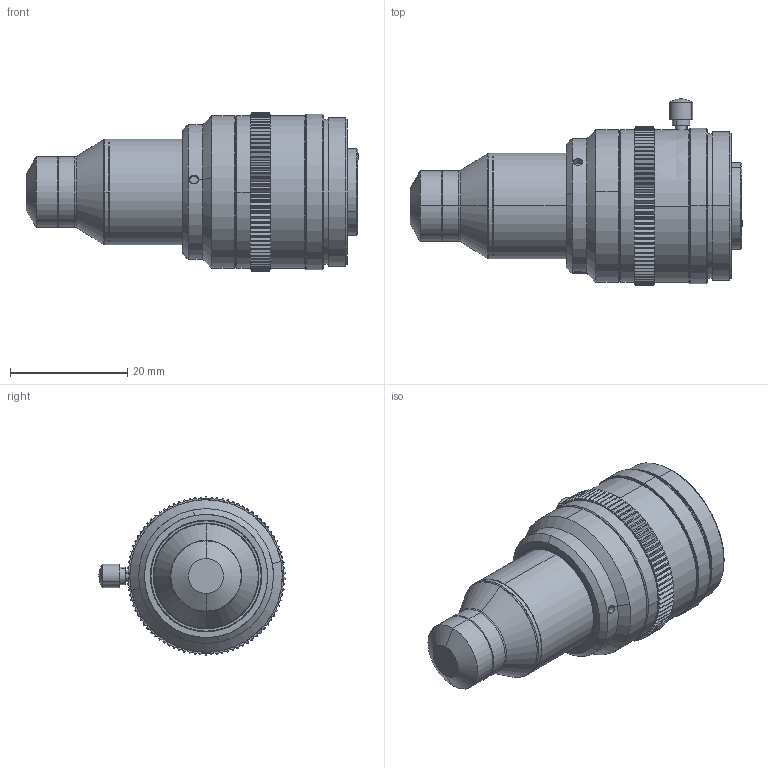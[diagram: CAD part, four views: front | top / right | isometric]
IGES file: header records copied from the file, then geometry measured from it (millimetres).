
Start section: SolidWorks IGES file using analytic representation for surfaces
Global section: file name: PRHI230-82.IGS; native system: SolidWorks 2017; preprocessor: SolidWorks 2017; author: luo-PC; date: 221014.175205; units: millimetre
Bounding box: 56.63 x 31.78 x 27 mm (x, y, z)
Surface area: 5125.5 mm2 (no closed solid volume)
Topology: 0 solids, 0 shells, 573 faces, 4419 edges, 4410 vertices
Faces by surface type: revolution 370, bspline 203
